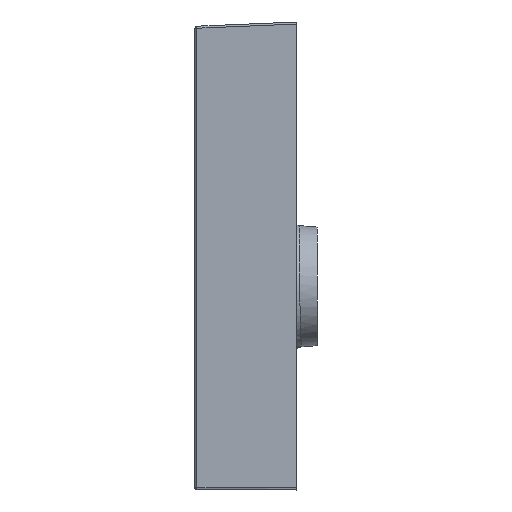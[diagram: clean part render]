
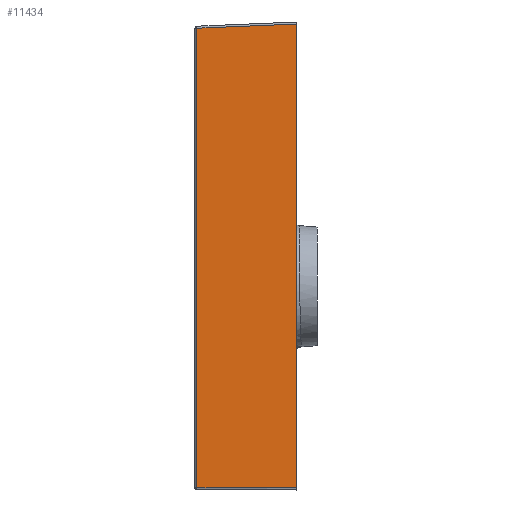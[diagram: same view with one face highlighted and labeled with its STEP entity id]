
A CAD part, left-side view. The second image highlights one B-rep face of the part: STEP entity #11434.
In plain terms, the highlighted planar face has unit normal (-1, 0.026, 0).
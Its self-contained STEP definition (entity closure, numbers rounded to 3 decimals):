
#71 = CARTESIAN_POINT ( 'NONE',  ( -499.999, -100., -225.995 ) ) ;
#1278 = VERTEX_POINT ( 'NONE', #71 ) ;
#1872 = LINE ( 'NONE', #14314, #6407 ) ;
#1984 = VERTEX_POINT ( 'NONE', #11772 ) ;
#2305 = AXIS2_PLACEMENT_3D ( 'NONE', #8859, #19395, #2514 ) ;
#2514 = DIRECTION ( 'NONE',  ( 0.026, 1., 0. ) ) ;
#3206 = CARTESIAN_POINT ( 'NONE',  ( -499.999, -100., 230.012 ) ) ;
#4713 = DIRECTION ( 'NONE',  ( -0.026, -0.999, 0.042 ) ) ;
#5217 = EDGE_CURVE ( 'NONE', #1984, #22962, #16492, .T. ) ;
#5363 = VECTOR ( 'NONE', #15267, 1000. ) ;
#6224 = CARTESIAN_POINT ( 'NONE',  ( -497.382, -0.084, 225.824 ) ) ;
#6288 = ORIENTED_EDGE ( 'NONE', *, *, #15642, .F. ) ;
#6407 = VECTOR ( 'NONE', #18507, 1000. ) ;
#8859 = CARTESIAN_POINT ( 'NONE',  ( -497.38, 0., 227.82 ) ) ;
#10071 = EDGE_CURVE ( 'NONE', #1278, #21665, #17032, .T. ) ;
#10155 = DIRECTION ( 'NONE',  ( 0., 0., -1. ) ) ;
#11434 = ADVANCED_FACE ( 'NONE', ( #16704 ), #21028, .T. ) ;
#11772 = CARTESIAN_POINT ( 'NONE',  ( -497.431, -1.948, 225.902 ) ) ;
#11955 = ORIENTED_EDGE ( 'NONE', *, *, #5217, .F. ) ;
#12763 = EDGE_LOOP ( 'NONE', ( #6288, #11955, #22158, #17118 ) ) ;
#14123 = CARTESIAN_POINT ( 'NONE',  ( -497.431, -1.948, -225.823 ) ) ;
#14314 = CARTESIAN_POINT ( 'NONE',  ( -497.431, -1.948, 227.82 ) ) ;
#14475 = CARTESIAN_POINT ( 'NONE',  ( -499.999, -100., 227.82 ) ) ;
#15267 = DIRECTION ( 'NONE',  ( 0.026, 1., 0.002 ) ) ;
#15642 = EDGE_CURVE ( 'NONE', #22962, #1278, #16632, .T. ) ;
#16492 = LINE ( 'NONE', #6224, #19679 ) ;
#16632 = LINE ( 'NONE', #14475, #24966 ) ;
#16704 = FACE_OUTER_BOUND ( 'NONE', #12763, .T. ) ;
#17032 = LINE ( 'NONE', #23246, #5363 ) ;
#17118 = ORIENTED_EDGE ( 'NONE', *, *, #10071, .F. ) ;
#18507 = DIRECTION ( 'NONE',  ( 0., 0., 1. ) ) ;
#18800 = EDGE_CURVE ( 'NONE', #21665, #1984, #1872, .T. ) ;
#19395 = DIRECTION ( 'NONE',  ( -1., 0.026, 0. ) ) ;
#19679 = VECTOR ( 'NONE', #4713, 1000. ) ;
#21028 = PLANE ( 'NONE',  #2305 ) ;
#21665 = VERTEX_POINT ( 'NONE', #14123 ) ;
#22158 = ORIENTED_EDGE ( 'NONE', *, *, #18800, .F. ) ;
#22962 = VERTEX_POINT ( 'NONE', #3206 ) ;
#23246 = CARTESIAN_POINT ( 'NONE',  ( -497.359, 0.791, -225.819 ) ) ;
#24966 = VECTOR ( 'NONE', #10155, 1000. ) ;
